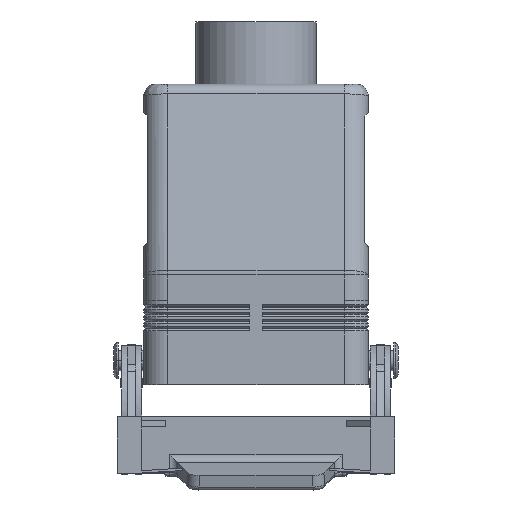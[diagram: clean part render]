
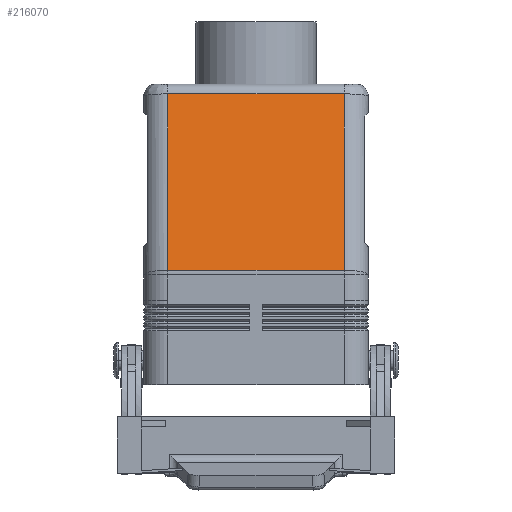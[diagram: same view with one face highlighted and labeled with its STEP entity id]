
A CAD part, left-side view. The second image highlights one B-rep face of the part: STEP entity #216070.
In plain terms, the highlighted planar face has unit normal (-0.982, 0, 0.188).
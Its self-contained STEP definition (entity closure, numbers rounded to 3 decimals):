
#35770=CARTESIAN_POINT('',(-32.466,-22.,72.564));
#35780=VERTEX_POINT('',#35770);
#35810=CARTESIAN_POINT('',(-32.466,22.,72.564));
#35820=DIRECTION('',(0.,-1.,0.));
#35830=VECTOR('',#35820,44.);
#35840=LINE('',#35810,#35830);
#35850=CARTESIAN_POINT('',(-32.466,22.,72.564));
#35860=VERTEX_POINT('',#35850);
#35870=EDGE_CURVE('',#35860,#35780,#35840,.T.);
#38020=CARTESIAN_POINT('',(-40.893,22.,28.559));
#38030=DIRECTION('',(0.188,0.,0.982));
#38040=VECTOR('',#38030,44.805);
#38050=LINE('',#38020,#38040);
#38060=CARTESIAN_POINT('',(-40.893,22.,28.559));
#38070=VERTEX_POINT('',#38060);
#38080=EDGE_CURVE('',#38070,#35860,#38050,.T.);
#38740=CARTESIAN_POINT('',(-32.466,-22.,72.564));
#38750=DIRECTION('',(-0.188,0.,-0.982));
#38760=VECTOR('',#38750,44.805);
#38770=LINE('',#38740,#38760);
#38780=CARTESIAN_POINT('',(-40.893,-22.,28.559));
#38790=VERTEX_POINT('',#38780);
#38800=EDGE_CURVE('',#35780,#38790,#38770,.T.);
#39460=CARTESIAN_POINT('',(-40.893,-22.,28.559));
#39470=DIRECTION('',(0.,1.,0.));
#39480=VECTOR('',#39470,44.);
#39490=LINE('',#39460,#39480);
#39500=EDGE_CURVE('',#38790,#38070,#39490,.T.);
#215960=CARTESIAN_POINT('',(-32.,0.,75.));
#215970=DIRECTION('',(-0.982,0.,0.188));
#215980=DIRECTION('',(0.188,0.,0.982));
#215990=AXIS2_PLACEMENT_3D('',#215960,#215970,#215980);
#216000=PLANE('',#215990);
#216010=ORIENTED_EDGE('',*,*,#38080,.F.);
#216020=ORIENTED_EDGE('',*,*,#35870,.F.);
#216030=ORIENTED_EDGE('',*,*,#38800,.F.);
#216040=ORIENTED_EDGE('',*,*,#39500,.F.);
#216050=EDGE_LOOP('',(#216040,#216030,#216020,#216010));
#216060=FACE_OUTER_BOUND('',#216050,.T.);
#216070=ADVANCED_FACE('',(#216060),#216000,.T.);
